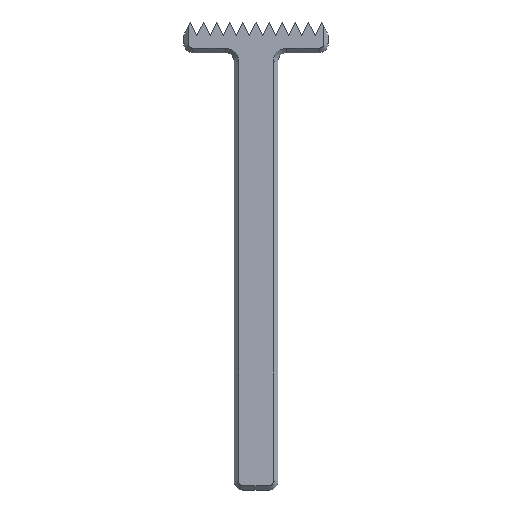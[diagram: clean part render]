
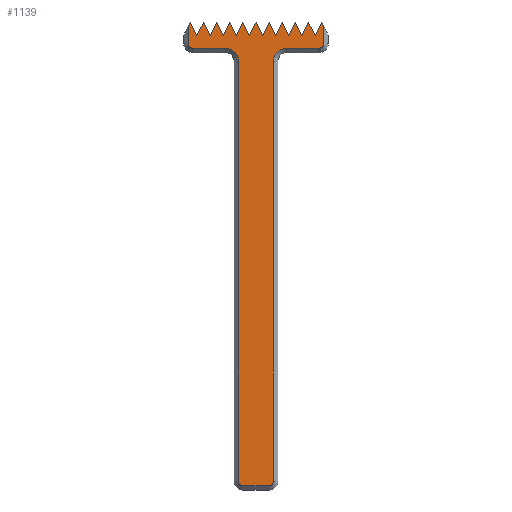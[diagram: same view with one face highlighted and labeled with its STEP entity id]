
A CAD part, top view. The second image highlights one B-rep face of the part: STEP entity #1139.
In plain terms, the highlighted planar face has unit normal (0, 0, 1).
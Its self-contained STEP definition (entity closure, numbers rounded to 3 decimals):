
#38=CIRCLE('',#1186,1.);
#40=CIRCLE('',#1190,3.);
#42=CIRCLE('',#1194,1.);
#44=CIRCLE('',#1198,1.);
#46=CIRCLE('',#1202,3.);
#48=CIRCLE('',#1206,1.);
#123=FACE_OUTER_BOUND('',#186,.T.);
#186=EDGE_LOOP('',(#997,#998,#999,#1000,#1001,#1002,#1003,#1004,#1005,#1006,
#1007,#1008,#1009,#1010,#1011,#1012,#1013,#1014,#1015,#1016,#1017,#1018,
#1019,#1020,#1021,#1022,#1023,#1024,#1025,#1026,#1027,#1028,#1029,#1030,
#1031));
#239=LINE('',#1691,#374);
#244=LINE('',#1700,#379);
#247=LINE('',#1711,#382);
#251=LINE('',#1723,#386);
#255=LINE('',#1735,#390);
#259=LINE('',#1747,#394);
#263=LINE('',#1759,#398);
#267=LINE('',#1771,#402);
#281=LINE('',#1799,#416);
#283=LINE('',#1803,#418);
#285=LINE('',#1807,#420);
#287=LINE('',#1811,#422);
#289=LINE('',#1815,#424);
#291=LINE('',#1819,#426);
#293=LINE('',#1823,#428);
#295=LINE('',#1827,#430);
#297=LINE('',#1831,#432);
#299=LINE('',#1835,#434);
#301=LINE('',#1839,#436);
#303=LINE('',#1843,#438);
#305=LINE('',#1847,#440);
#307=LINE('',#1851,#442);
#309=LINE('',#1855,#444);
#311=LINE('',#1859,#446);
#313=LINE('',#1863,#448);
#315=LINE('',#1867,#450);
#317=LINE('',#1871,#452);
#319=LINE('',#1875,#454);
#321=LINE('',#1878,#456);
#374=VECTOR('',#1353,10.);
#379=VECTOR('',#1362,10.);
#382=VECTOR('',#1373,10.);
#386=VECTOR('',#1385,10.);
#390=VECTOR('',#1397,10.);
#394=VECTOR('',#1409,10.);
#398=VECTOR('',#1421,10.);
#402=VECTOR('',#1433,10.);
#416=VECTOR('',#1473,10.);
#418=VECTOR('',#1477,10.);
#420=VECTOR('',#1481,10.);
#422=VECTOR('',#1485,10.);
#424=VECTOR('',#1489,10.);
#426=VECTOR('',#1493,10.);
#428=VECTOR('',#1497,10.);
#430=VECTOR('',#1501,10.);
#432=VECTOR('',#1505,10.);
#434=VECTOR('',#1509,10.);
#436=VECTOR('',#1513,10.);
#438=VECTOR('',#1517,10.);
#440=VECTOR('',#1521,10.);
#442=VECTOR('',#1525,10.);
#444=VECTOR('',#1529,10.);
#446=VECTOR('',#1533,10.);
#448=VECTOR('',#1537,10.);
#450=VECTOR('',#1541,10.);
#452=VECTOR('',#1545,10.);
#454=VECTOR('',#1549,10.);
#456=VECTOR('',#1553,10.);
#507=VERTEX_POINT('',#1688);
#508=VERTEX_POINT('',#1690);
#510=VERTEX_POINT('',#1698);
#512=VERTEX_POINT('',#1704);
#514=VERTEX_POINT('',#1709);
#516=VERTEX_POINT('',#1716);
#518=VERTEX_POINT('',#1721);
#520=VERTEX_POINT('',#1728);
#522=VERTEX_POINT('',#1733);
#524=VERTEX_POINT('',#1740);
#526=VERTEX_POINT('',#1745);
#528=VERTEX_POINT('',#1752);
#530=VERTEX_POINT('',#1757);
#532=VERTEX_POINT('',#1764);
#534=VERTEX_POINT('',#1769);
#535=VERTEX_POINT('',#1798);
#536=VERTEX_POINT('',#1802);
#537=VERTEX_POINT('',#1806);
#538=VERTEX_POINT('',#1810);
#539=VERTEX_POINT('',#1814);
#540=VERTEX_POINT('',#1818);
#541=VERTEX_POINT('',#1822);
#542=VERTEX_POINT('',#1826);
#543=VERTEX_POINT('',#1830);
#544=VERTEX_POINT('',#1834);
#545=VERTEX_POINT('',#1838);
#546=VERTEX_POINT('',#1842);
#547=VERTEX_POINT('',#1846);
#548=VERTEX_POINT('',#1850);
#549=VERTEX_POINT('',#1854);
#550=VERTEX_POINT('',#1858);
#551=VERTEX_POINT('',#1862);
#552=VERTEX_POINT('',#1866);
#553=VERTEX_POINT('',#1870);
#554=VERTEX_POINT('',#1874);
#619=EDGE_CURVE('',#508,#507,#239,.T.);
#624=EDGE_CURVE('',#510,#507,#244,.T.);
#627=EDGE_CURVE('',#512,#510,#38,.T.);
#629=EDGE_CURVE('',#514,#512,#247,.T.);
#633=EDGE_CURVE('',#516,#514,#40,.T.);
#635=EDGE_CURVE('',#518,#516,#251,.T.);
#639=EDGE_CURVE('',#520,#518,#42,.T.);
#641=EDGE_CURVE('',#522,#520,#255,.T.);
#645=EDGE_CURVE('',#524,#522,#44,.T.);
#647=EDGE_CURVE('',#526,#524,#259,.T.);
#651=EDGE_CURVE('',#528,#526,#46,.T.);
#653=EDGE_CURVE('',#530,#528,#263,.T.);
#657=EDGE_CURVE('',#532,#530,#48,.T.);
#659=EDGE_CURVE('',#534,#532,#267,.T.);
#673=EDGE_CURVE('',#535,#508,#281,.T.);
#675=EDGE_CURVE('',#536,#535,#283,.T.);
#677=EDGE_CURVE('',#537,#536,#285,.T.);
#679=EDGE_CURVE('',#538,#537,#287,.T.);
#681=EDGE_CURVE('',#539,#538,#289,.T.);
#683=EDGE_CURVE('',#540,#539,#291,.T.);
#685=EDGE_CURVE('',#541,#540,#293,.T.);
#687=EDGE_CURVE('',#542,#541,#295,.T.);
#689=EDGE_CURVE('',#543,#542,#297,.T.);
#691=EDGE_CURVE('',#544,#543,#299,.T.);
#693=EDGE_CURVE('',#545,#544,#301,.T.);
#695=EDGE_CURVE('',#546,#545,#303,.T.);
#697=EDGE_CURVE('',#547,#546,#305,.T.);
#699=EDGE_CURVE('',#548,#547,#307,.T.);
#701=EDGE_CURVE('',#549,#548,#309,.T.);
#703=EDGE_CURVE('',#550,#549,#311,.T.);
#705=EDGE_CURVE('',#551,#550,#313,.T.);
#707=EDGE_CURVE('',#552,#551,#315,.T.);
#709=EDGE_CURVE('',#553,#552,#317,.T.);
#711=EDGE_CURVE('',#554,#553,#319,.T.);
#713=EDGE_CURVE('',#534,#554,#321,.T.);
#997=ORIENTED_EDGE('',*,*,#659,.F.);
#998=ORIENTED_EDGE('',*,*,#713,.T.);
#999=ORIENTED_EDGE('',*,*,#711,.T.);
#1000=ORIENTED_EDGE('',*,*,#709,.T.);
#1001=ORIENTED_EDGE('',*,*,#707,.T.);
#1002=ORIENTED_EDGE('',*,*,#705,.T.);
#1003=ORIENTED_EDGE('',*,*,#703,.T.);
#1004=ORIENTED_EDGE('',*,*,#701,.T.);
#1005=ORIENTED_EDGE('',*,*,#699,.T.);
#1006=ORIENTED_EDGE('',*,*,#697,.T.);
#1007=ORIENTED_EDGE('',*,*,#695,.T.);
#1008=ORIENTED_EDGE('',*,*,#693,.T.);
#1009=ORIENTED_EDGE('',*,*,#691,.T.);
#1010=ORIENTED_EDGE('',*,*,#689,.T.);
#1011=ORIENTED_EDGE('',*,*,#687,.T.);
#1012=ORIENTED_EDGE('',*,*,#685,.T.);
#1013=ORIENTED_EDGE('',*,*,#683,.T.);
#1014=ORIENTED_EDGE('',*,*,#681,.T.);
#1015=ORIENTED_EDGE('',*,*,#679,.T.);
#1016=ORIENTED_EDGE('',*,*,#677,.T.);
#1017=ORIENTED_EDGE('',*,*,#675,.T.);
#1018=ORIENTED_EDGE('',*,*,#673,.T.);
#1019=ORIENTED_EDGE('',*,*,#619,.T.);
#1020=ORIENTED_EDGE('',*,*,#624,.F.);
#1021=ORIENTED_EDGE('',*,*,#627,.F.);
#1022=ORIENTED_EDGE('',*,*,#629,.F.);
#1023=ORIENTED_EDGE('',*,*,#633,.F.);
#1024=ORIENTED_EDGE('',*,*,#635,.F.);
#1025=ORIENTED_EDGE('',*,*,#639,.F.);
#1026=ORIENTED_EDGE('',*,*,#641,.F.);
#1027=ORIENTED_EDGE('',*,*,#645,.F.);
#1028=ORIENTED_EDGE('',*,*,#647,.F.);
#1029=ORIENTED_EDGE('',*,*,#651,.F.);
#1030=ORIENTED_EDGE('',*,*,#653,.F.);
#1031=ORIENTED_EDGE('',*,*,#657,.F.);
#1076=PLANE('',#1241);
#1139=ADVANCED_FACE('',(#123),#1076,.T.);
#1186=AXIS2_PLACEMENT_3D('',#1706,#1368,#1369);
#1190=AXIS2_PLACEMENT_3D('',#1718,#1380,#1381);
#1194=AXIS2_PLACEMENT_3D('',#1730,#1392,#1393);
#1198=AXIS2_PLACEMENT_3D('',#1742,#1404,#1405);
#1202=AXIS2_PLACEMENT_3D('',#1754,#1416,#1417);
#1206=AXIS2_PLACEMENT_3D('',#1766,#1428,#1429);
#1241=AXIS2_PLACEMENT_3D('',#1879,#1554,#1555);
#1353=DIRECTION('',(-0.447,-0.894,0.));
#1362=DIRECTION('',(0.,1.,0.));
#1368=DIRECTION('center_axis',(0.,0.,-1.));
#1369=DIRECTION('ref_axis',(-0.707,-0.707,0.));
#1373=DIRECTION('',(-1.,0.,0.));
#1380=DIRECTION('center_axis',(0.,0.,1.));
#1381=DIRECTION('ref_axis',(0.707,0.707,0.));
#1385=DIRECTION('',(0.,1.,0.));
#1392=DIRECTION('center_axis',(0.,0.,-1.));
#1393=DIRECTION('ref_axis',(-0.707,-0.707,0.));
#1397=DIRECTION('',(-1.,0.,0.));
#1404=DIRECTION('center_axis',(0.,0.,-1.));
#1405=DIRECTION('ref_axis',(0.707,-0.707,0.));
#1409=DIRECTION('',(0.,-1.,0.));
#1416=DIRECTION('center_axis',(0.,0.,1.));
#1417=DIRECTION('ref_axis',(-0.707,0.707,0.));
#1421=DIRECTION('',(-1.,0.,0.));
#1428=DIRECTION('center_axis',(0.,0.,-1.));
#1429=DIRECTION('ref_axis',(0.707,-0.707,0.));
#1433=DIRECTION('',(0.,-1.,0.));
#1473=DIRECTION('',(-0.447,0.894,0.));
#1477=DIRECTION('',(-0.447,-0.894,0.));
#1481=DIRECTION('',(-0.447,0.894,0.));
#1485=DIRECTION('',(-0.447,-0.894,0.));
#1489=DIRECTION('',(-0.447,0.894,0.));
#1493=DIRECTION('',(-0.447,-0.894,0.));
#1497=DIRECTION('',(-0.447,0.894,0.));
#1501=DIRECTION('',(-0.447,-0.894,0.));
#1505=DIRECTION('',(-0.447,0.894,0.));
#1509=DIRECTION('',(-0.447,-0.894,0.));
#1513=DIRECTION('',(-0.447,0.894,0.));
#1517=DIRECTION('',(-0.447,-0.894,0.));
#1521=DIRECTION('',(-0.447,0.894,0.));
#1525=DIRECTION('',(-0.447,-0.894,0.));
#1529=DIRECTION('',(-0.447,0.894,0.));
#1533=DIRECTION('',(-0.447,-0.894,0.));
#1537=DIRECTION('',(-0.447,0.894,0.));
#1541=DIRECTION('',(-0.447,-0.894,0.));
#1545=DIRECTION('',(-0.447,0.894,0.));
#1549=DIRECTION('',(-0.447,-0.894,0.));
#1553=DIRECTION('',(-0.447,0.894,0.));
#1554=DIRECTION('center_axis',(0.,0.,1.));
#1555=DIRECTION('ref_axis',(1.,0.,0.));
#1688=CARTESIAN_POINT('',(-15.5,6.,5.));
#1690=CARTESIAN_POINT('',(-15.,7.,5.));
#1691=CARTESIAN_POINT('',(-16.5,4.,5.));
#1698=CARTESIAN_POINT('',(-15.5,2.,5.));
#1700=CARTESIAN_POINT('',(-15.5,-21.25,5.));
#1704=CARTESIAN_POINT('',(-14.5,1.,5.));
#1706=CARTESIAN_POINT('Origin',(-14.5,2.,5.));
#1709=CARTESIAN_POINT('',(-7.,1.,5.));
#1711=CARTESIAN_POINT('',(-8.25,1.,5.));
#1716=CARTESIAN_POINT('',(-4.,-2.,5.));
#1718=CARTESIAN_POINT('Origin',(-7.,-2.,5.));
#1721=CARTESIAN_POINT('',(-4.,-98.,5.));
#1723=CARTESIAN_POINT('',(-4.,-23.25,5.));
#1728=CARTESIAN_POINT('',(-3.,-99.,5.));
#1730=CARTESIAN_POINT('Origin',(-3.,-98.,5.));
#1733=CARTESIAN_POINT('',(3.,-99.,5.));
#1735=CARTESIAN_POINT('',(-2.5,-99.,5.));
#1740=CARTESIAN_POINT('',(4.,-98.,5.));
#1742=CARTESIAN_POINT('Origin',(3.,-98.,5.));
#1745=CARTESIAN_POINT('',(4.,-2.,5.));
#1747=CARTESIAN_POINT('',(4.,-73.25,5.));
#1752=CARTESIAN_POINT('',(7.,1.,5.));
#1754=CARTESIAN_POINT('Origin',(7.,-2.,5.));
#1757=CARTESIAN_POINT('',(14.5,1.,5.));
#1759=CARTESIAN_POINT('',(2.5,1.,5.));
#1764=CARTESIAN_POINT('',(15.5,2.,5.));
#1766=CARTESIAN_POINT('Origin',(14.5,2.,5.));
#1769=CARTESIAN_POINT('',(15.5,6.,5.));
#1771=CARTESIAN_POINT('',(15.5,-23.25,5.));
#1798=CARTESIAN_POINT('',(-13.5,4.,5.));
#1799=CARTESIAN_POINT('',(-15.,7.,5.));
#1802=CARTESIAN_POINT('',(-12.,7.,5.));
#1803=CARTESIAN_POINT('',(-13.5,4.,5.));
#1806=CARTESIAN_POINT('',(-10.5,4.,5.));
#1807=CARTESIAN_POINT('',(-12.,7.,5.));
#1810=CARTESIAN_POINT('',(-9.,7.,5.));
#1811=CARTESIAN_POINT('',(-10.5,4.,5.));
#1814=CARTESIAN_POINT('',(-7.5,4.,5.));
#1815=CARTESIAN_POINT('',(-9.,7.,5.));
#1818=CARTESIAN_POINT('',(-6.,7.,5.));
#1819=CARTESIAN_POINT('',(-7.5,4.,5.));
#1822=CARTESIAN_POINT('',(-4.5,4.,5.));
#1823=CARTESIAN_POINT('',(-6.,7.,5.));
#1826=CARTESIAN_POINT('',(-3.,7.,5.));
#1827=CARTESIAN_POINT('',(-4.5,4.,5.));
#1830=CARTESIAN_POINT('',(-1.5,4.,5.));
#1831=CARTESIAN_POINT('',(-3.,7.,5.));
#1834=CARTESIAN_POINT('',(0.,7.,5.));
#1835=CARTESIAN_POINT('',(-1.5,4.,5.));
#1838=CARTESIAN_POINT('',(1.5,4.,5.));
#1839=CARTESIAN_POINT('',(0.,7.,5.));
#1842=CARTESIAN_POINT('',(3.,7.,5.));
#1843=CARTESIAN_POINT('',(1.5,4.,5.));
#1846=CARTESIAN_POINT('',(4.5,4.,5.));
#1847=CARTESIAN_POINT('',(3.,7.,5.));
#1850=CARTESIAN_POINT('',(6.,7.,5.));
#1851=CARTESIAN_POINT('',(4.5,4.,5.));
#1854=CARTESIAN_POINT('',(7.5,4.,5.));
#1855=CARTESIAN_POINT('',(6.,7.,5.));
#1858=CARTESIAN_POINT('',(9.,7.,5.));
#1859=CARTESIAN_POINT('',(7.5,4.,5.));
#1862=CARTESIAN_POINT('',(10.5,4.,5.));
#1863=CARTESIAN_POINT('',(9.,7.,5.));
#1866=CARTESIAN_POINT('',(12.,7.,5.));
#1867=CARTESIAN_POINT('',(10.5,4.,5.));
#1870=CARTESIAN_POINT('',(13.5,4.,5.));
#1871=CARTESIAN_POINT('',(12.,7.,5.));
#1874=CARTESIAN_POINT('',(15.,7.,5.));
#1875=CARTESIAN_POINT('',(13.5,4.,5.));
#1878=CARTESIAN_POINT('',(15.,7.,5.));
#1879=CARTESIAN_POINT('Origin',(0.,-46.5,5.));
